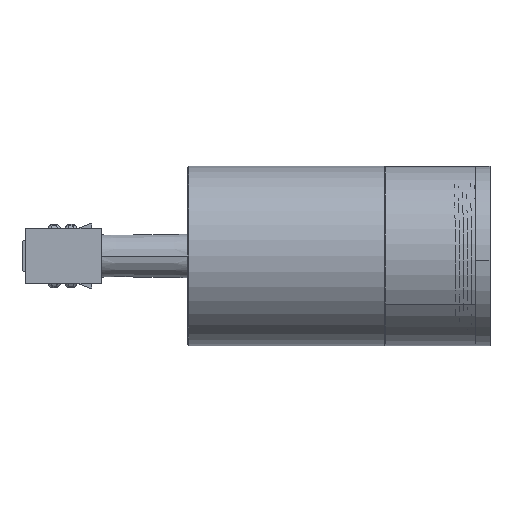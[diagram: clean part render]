
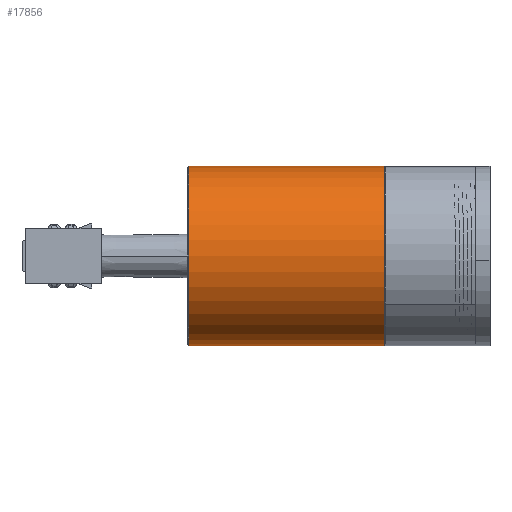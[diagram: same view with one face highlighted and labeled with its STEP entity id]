
A CAD part, left-side view. The second image highlights one B-rep face of the part: STEP entity #17856.
In plain terms, the highlighted cylindrical face has radius 26.75 mm (diameter 53.5 mm), a partial arc.
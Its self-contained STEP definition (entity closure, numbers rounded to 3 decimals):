
#635 = VECTOR ( 'NONE', #13150, 1000. ) ;
#711 = FACE_OUTER_BOUND ( 'NONE', #32695, .T. ) ;
#1417 = LINE ( 'NONE', #36834, #28277 ) ;
#1435 = AXIS2_PLACEMENT_3D ( 'NONE', #48877, #66161, #31893 ) ;
#2430 = CARTESIAN_POINT ( 'NONE',  ( 0., 58.6, 26.75 ) ) ;
#6014 = AXIS2_PLACEMENT_3D ( 'NONE', #54077, #14311, #31843 ) ;
#9420 = ORIENTED_EDGE ( 'NONE', *, *, #65283, .T. ) ;
#13150 = DIRECTION ( 'NONE',  ( 0., -1., 0. ) ) ;
#13837 = EDGE_CURVE ( 'NONE', #41774, #47358, #1417, .T. ) ;
#14311 = DIRECTION ( 'NONE',  ( 0., -1., 0. ) ) ;
#17856 = ADVANCED_FACE ( 'NONE', ( #711 ), #69655, .T. ) ;
#20756 = CARTESIAN_POINT ( 'NONE',  ( 0., 58.6, 0. ) ) ;
#21077 = CIRCLE ( 'NONE', #1435, 26.75 ) ;
#22253 = EDGE_CURVE ( 'NONE', #51077, #41774, #31634, .T. ) ;
#22455 = DIRECTION ( 'NONE',  ( 0., 0., 1. ) ) ;
#26480 = DIRECTION ( 'NONE',  ( 0., 1., 0. ) ) ;
#28277 = VECTOR ( 'NONE', #59369, 1000. ) ;
#31634 = CIRCLE ( 'NONE', #55456, 26.75 ) ;
#31843 = DIRECTION ( 'NONE',  ( 0., 0., -1. ) ) ;
#31893 = DIRECTION ( 'NONE',  ( 0., 0., 1. ) ) ;
#32695 = EDGE_LOOP ( 'NONE', ( #71091, #9420, #70026, #70341 ) ) ;
#34110 = CARTESIAN_POINT ( 'NONE',  ( 0., 0.3, -26.75 ) ) ;
#36834 = CARTESIAN_POINT ( 'NONE',  ( 0., 60., -26.75 ) ) ;
#37340 = LINE ( 'NONE', #41666, #635 ) ;
#37441 = VERTEX_POINT ( 'NONE', #39521 ) ;
#39521 = CARTESIAN_POINT ( 'NONE',  ( 0., 0.3, 26.75 ) ) ;
#41666 = CARTESIAN_POINT ( 'NONE',  ( 0., 60., 26.75 ) ) ;
#41774 = VERTEX_POINT ( 'NONE', #59340 ) ;
#47358 = VERTEX_POINT ( 'NONE', #34110 ) ;
#48877 = CARTESIAN_POINT ( 'NONE',  ( 0., 0.3, 0. ) ) ;
#51077 = VERTEX_POINT ( 'NONE', #2430 ) ;
#54077 = CARTESIAN_POINT ( 'NONE',  ( 0., 60., 0. ) ) ;
#55456 = AXIS2_PLACEMENT_3D ( 'NONE', #20756, #26480, #22455 ) ;
#59340 = CARTESIAN_POINT ( 'NONE',  ( 0., 58.6, -26.75 ) ) ;
#59369 = DIRECTION ( 'NONE',  ( 0., -1., 0. ) ) ;
#60251 = EDGE_CURVE ( 'NONE', #37441, #47358, #21077, .T. ) ;
#65283 = EDGE_CURVE ( 'NONE', #51077, #37441, #37340, .T. ) ;
#66161 = DIRECTION ( 'NONE',  ( 0., 1., 0. ) ) ;
#69655 = CYLINDRICAL_SURFACE ( 'NONE', #6014, 26.75 ) ;
#70026 = ORIENTED_EDGE ( 'NONE', *, *, #60251, .T. ) ;
#70341 = ORIENTED_EDGE ( 'NONE', *, *, #13837, .F. ) ;
#71091 = ORIENTED_EDGE ( 'NONE', *, *, #22253, .F. ) ;
